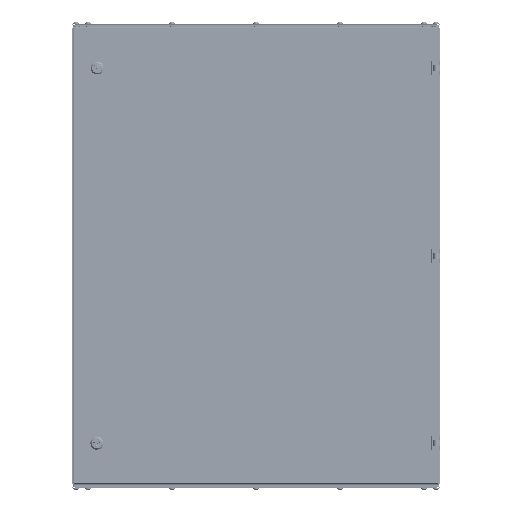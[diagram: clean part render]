
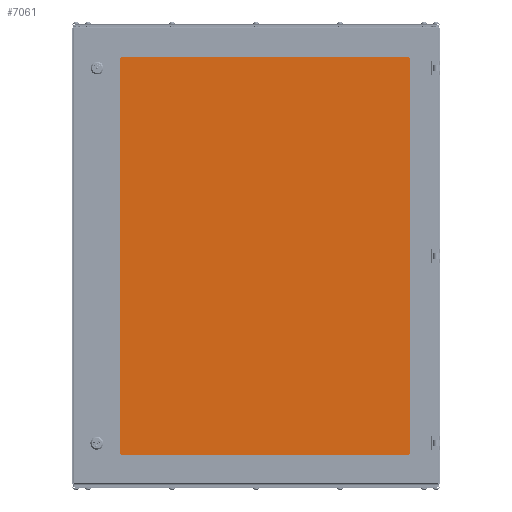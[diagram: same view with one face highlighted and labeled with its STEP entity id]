
A CAD part, top view. The second image highlights one B-rep face of the part: STEP entity #7061.
In plain terms, the highlighted planar face has unit normal (0, 0, 1).
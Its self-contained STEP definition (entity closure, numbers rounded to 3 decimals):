
#148 = DIRECTION ( 'NONE',  ( -1., 0., 0. ) ) ;
#541 = DIRECTION ( 'NONE',  ( -1., 0., 0. ) ) ;
#3325 = CARTESIAN_POINT ( 'NONE',  ( 317.75, 445.5, 4. ) ) ;
#3383 = DIRECTION ( 'NONE',  ( 0., 0., -1. ) ) ;
#3567 = CARTESIAN_POINT ( 'NONE',  ( -317.75, 445.5, 4. ) ) ;
#6552 = CARTESIAN_POINT ( 'NONE',  ( 317.75, -435.5, 4. ) ) ;
#7061 = ADVANCED_FACE ( 'NONE', ( #39320 ), #66704, .F. ) ;
#9313 = CARTESIAN_POINT ( 'NONE',  ( 327.75, -435.5, 4. ) ) ;
#10073 = CIRCLE ( 'NONE', #88456, 10. ) ;
#13218 = CARTESIAN_POINT ( 'NONE',  ( -327.75, -435.5, 4. ) ) ;
#13579 = ORIENTED_EDGE ( 'NONE', *, *, #90686, .T. ) ;
#15227 = ORIENTED_EDGE ( 'NONE', *, *, #54276, .T. ) ;
#17588 = EDGE_CURVE ( 'NONE', #57070, #39976, #82337, .T. ) ;
#19225 = EDGE_CURVE ( 'NONE', #91653, #45626, #42648, .T. ) ;
#20513 = DIRECTION ( 'NONE',  ( 0., 0., 1. ) ) ;
#20825 = CARTESIAN_POINT ( 'NONE',  ( 317.75, -445.5, 4. ) ) ;
#21766 = EDGE_CURVE ( 'NONE', #38223, #57070, #23614, .T. ) ;
#22347 = LINE ( 'NONE', #79938, #68578 ) ;
#23351 = CARTESIAN_POINT ( 'NONE',  ( 327.75, 435.5, 4. ) ) ;
#23614 = LINE ( 'NONE', #59016, #45651 ) ;
#24477 = VERTEX_POINT ( 'NONE', #13218 ) ;
#33138 = EDGE_CURVE ( 'NONE', #45626, #34285, #64077, .T. ) ;
#34285 = VERTEX_POINT ( 'NONE', #9313 ) ;
#35560 = CARTESIAN_POINT ( 'NONE',  ( -317.75, -435.5, 4. ) ) ;
#38005 = VERTEX_POINT ( 'NONE', #23351 ) ;
#38223 = VERTEX_POINT ( 'NONE', #3325 ) ;
#38296 = VECTOR ( 'NONE', #85736, 1000. ) ;
#38684 = DIRECTION ( 'NONE',  ( 0., 0., 1. ) ) ;
#39320 = FACE_OUTER_BOUND ( 'NONE', #56571, .T. ) ;
#39976 = VERTEX_POINT ( 'NONE', #66736 ) ;
#42309 = ORIENTED_EDGE ( 'NONE', *, *, #33138, .T. ) ;
#42648 = LINE ( 'NONE', #64330, #62648 ) ;
#44456 = AXIS2_PLACEMENT_3D ( 'NONE', #59910, #38684, #51006 ) ;
#45626 = VERTEX_POINT ( 'NONE', #20825 ) ;
#45651 = VECTOR ( 'NONE', #87804, 1000. ) ;
#46145 = ORIENTED_EDGE ( 'NONE', *, *, #53616, .T. ) ;
#48209 = CARTESIAN_POINT ( 'NONE',  ( -317.75, -445.5, 4. ) ) ;
#48872 = CIRCLE ( 'NONE', #44456, 10. ) ;
#49060 = AXIS2_PLACEMENT_3D ( 'NONE', #6552, #64205, #78823 ) ;
#51006 = DIRECTION ( 'NONE',  ( -1., 0., 0. ) ) ;
#52102 = DIRECTION ( 'NONE',  ( -1., 0., 0. ) ) ;
#53616 = EDGE_CURVE ( 'NONE', #39976, #24477, #64022, .T. ) ;
#54276 = EDGE_CURVE ( 'NONE', #38005, #38223, #48872, .T. ) ;
#54299 = AXIS2_PLACEMENT_3D ( 'NONE', #68093, #3383, #52102 ) ;
#56571 = EDGE_LOOP ( 'NONE', ( #68272, #42309, #57017, #15227, #93005, #82441, #46145, #13579 ) ) ;
#57017 = ORIENTED_EDGE ( 'NONE', *, *, #87974, .T. ) ;
#57070 = VERTEX_POINT ( 'NONE', #3567 ) ;
#59016 = CARTESIAN_POINT ( 'NONE',  ( -327.75, 445.5, 4. ) ) ;
#59910 = CARTESIAN_POINT ( 'NONE',  ( 317.75, 435.5, 4. ) ) ;
#62648 = VECTOR ( 'NONE', #64791, 1000. ) ;
#64022 = LINE ( 'NONE', #92857, #38296 ) ;
#64077 = CIRCLE ( 'NONE', #49060, 10. ) ;
#64205 = DIRECTION ( 'NONE',  ( 0., 0., 1. ) ) ;
#64330 = CARTESIAN_POINT ( 'NONE',  ( -327.75, -445.5, 4. ) ) ;
#64791 = DIRECTION ( 'NONE',  ( 1., 0., 0. ) ) ;
#66704 = PLANE ( 'NONE',  #54299 ) ;
#66736 = CARTESIAN_POINT ( 'NONE',  ( -327.75, 435.5, 4. ) ) ;
#68093 = CARTESIAN_POINT ( 'NONE',  ( 0., 0., 4. ) ) ;
#68272 = ORIENTED_EDGE ( 'NONE', *, *, #19225, .T. ) ;
#68578 = VECTOR ( 'NONE', #69002, 1000. ) ;
#69002 = DIRECTION ( 'NONE',  ( 0., 1., 0. ) ) ;
#77757 = AXIS2_PLACEMENT_3D ( 'NONE', #86578, #20513, #148 ) ;
#78823 = DIRECTION ( 'NONE',  ( -1., 0., 0. ) ) ;
#79938 = CARTESIAN_POINT ( 'NONE',  ( 327.75, -445.5, 4. ) ) ;
#82337 = CIRCLE ( 'NONE', #77757, 10. ) ;
#82441 = ORIENTED_EDGE ( 'NONE', *, *, #17588, .T. ) ;
#85736 = DIRECTION ( 'NONE',  ( 0., -1., 0. ) ) ;
#86578 = CARTESIAN_POINT ( 'NONE',  ( -317.75, 435.5, 4. ) ) ;
#87804 = DIRECTION ( 'NONE',  ( -1., 0., 0. ) ) ;
#87974 = EDGE_CURVE ( 'NONE', #34285, #38005, #22347, .T. ) ;
#88456 = AXIS2_PLACEMENT_3D ( 'NONE', #35560, #93160, #541 ) ;
#90686 = EDGE_CURVE ( 'NONE', #24477, #91653, #10073, .T. ) ;
#91653 = VERTEX_POINT ( 'NONE', #48209 ) ;
#92857 = CARTESIAN_POINT ( 'NONE',  ( -327.75, -445.5, 4. ) ) ;
#93005 = ORIENTED_EDGE ( 'NONE', *, *, #21766, .T. ) ;
#93160 = DIRECTION ( 'NONE',  ( 0., 0., 1. ) ) ;
